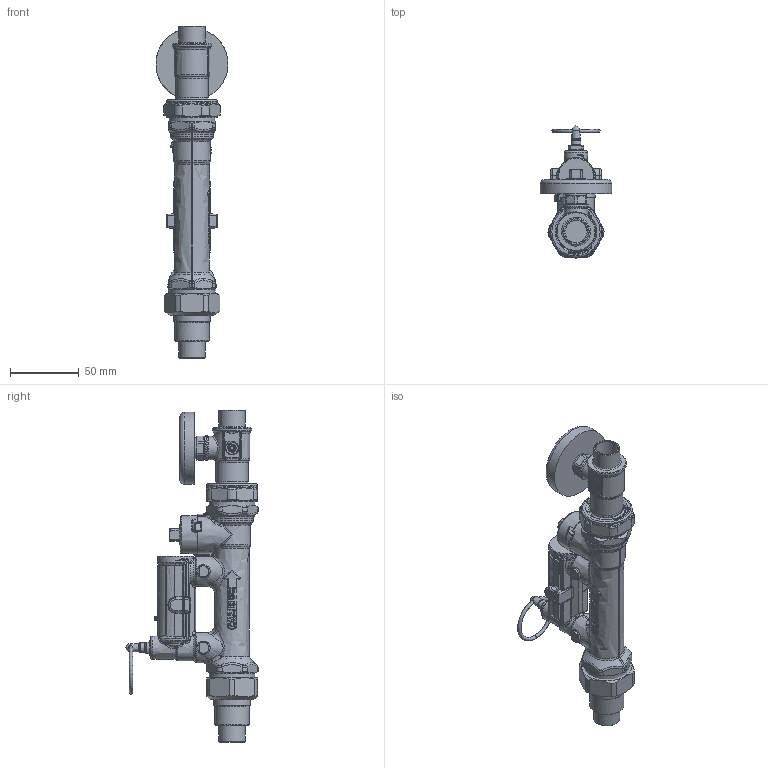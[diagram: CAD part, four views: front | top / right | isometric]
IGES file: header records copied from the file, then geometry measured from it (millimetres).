
Global section: file name: 132438AFC; native system: Autodesk Inventor 2024; preprocessor: unknown; author: ischreiner; date: 20250710.081935; units: inch
Bounding box: 52.28 x 95.91 x 241.2 mm (x, y, z)
Volume: 233746.9 mm3; surface area: 65827.2 mm2
Topology: 10 solids, 12 shells, 2266 faces, 5353 edges, 3016 vertices
Faces by surface type: bspline 2266
